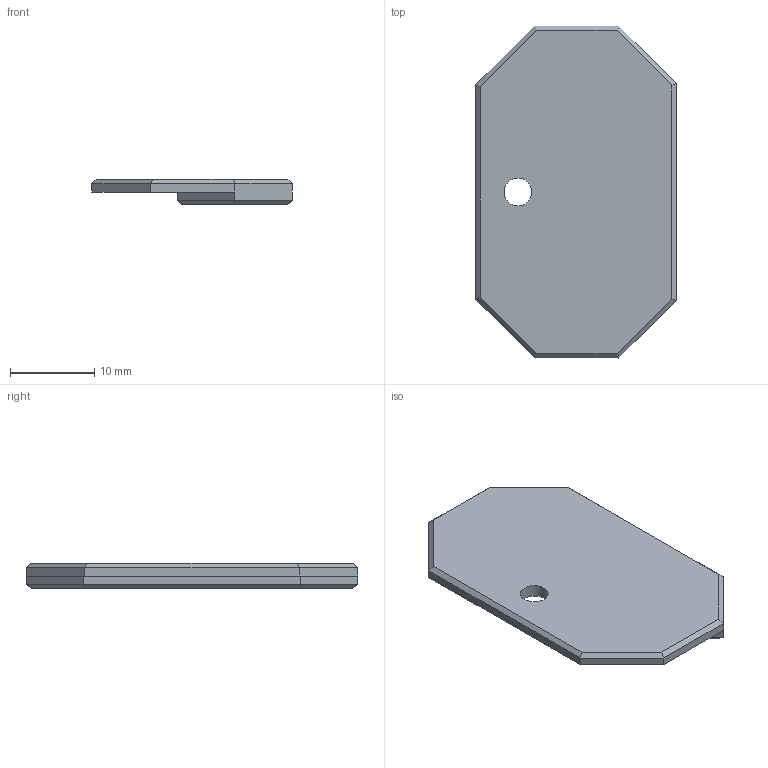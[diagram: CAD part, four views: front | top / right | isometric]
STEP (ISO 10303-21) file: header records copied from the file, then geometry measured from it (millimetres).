
FILE_DESCRIPTION(/* description */ (''),/* implementation_level */ '2;1');
FILE_NAME(/* name */ 'top_plug_edge-R1.stp',/* time_stamp */ '2023-07-03T09:44:54+02:00',/* author */ ('borek.rajtora'),/* organization */ (''),/* preprocessor_version */ 'ST-DEVELOPER v19',/* originating_system */ 'Autodesk Inventor 2023',/* authorisation */ '');
FILE_SCHEMA (('AUTOMOTIVE_DESIGN { 1 0 10303 214 3 1 1 }'));
Length unit declared in the file: millimetre
Products named in the file (1): top_hole_cover_2
Bounding box: 23.8 x 39.43 x 3 mm (x, y, z)
Volume: 1881.3 mm3; surface area: 1948.7 mm2
Topology: 1 solids, 1 shells, 62 faces, 155 edges, 98 vertices
Faces by surface type: plane 52, bspline 9, cylinder 1
Full cylindrical faces by diameter (mm): 3.3 x1
Entity records: 1894 total; most frequent: CARTESIAN_POINT 433, ORIENTED_EDGE 310, DIRECTION 247, EDGE_CURVE 155, LINE 135, VECTOR 135, VERTEX_POINT 98, EDGE_LOOP 67
